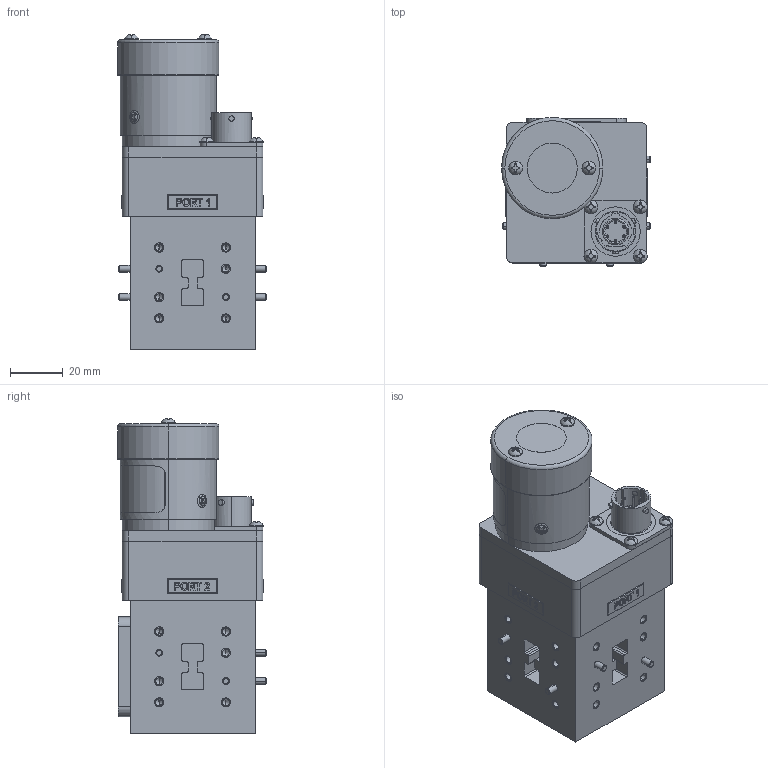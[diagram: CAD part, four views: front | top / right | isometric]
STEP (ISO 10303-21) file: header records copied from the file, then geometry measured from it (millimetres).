
FILE_DESCRIPTION (( 'STEP AP214' ), '1' );
FILE_NAME ('PEWGS6048-49-50-51 ¦ FMWGS6048-49-50-51.step', '2021-04-23T16:23:20', ( '' ), ( '' ), 'SwSTEP 2.0', 'SolidWorks 2020', '' );
FILE_SCHEMA (( 'AUTOMOTIVE_DESIGN' ));
Length unit declared in the file: inch
Products named in the file (1): PEWGS6048-49-50-51 ｦ FMWGS6048-49-50-51
Bounding box: 56.71 x 56.71 x 120.1 mm (x, y, z)
Volume: 236093.7 mm3; surface area: 44318.3 mm2
Topology: 16 solids, 17 shells, 1515 faces, 3938 edges, 2526 vertices
Faces by surface type: plane 590, cylinder 478, cone 220, bspline 165, torus 46, sphere 16
Entity records: 75069 total; most frequent: CARTESIAN_POINT 33045, ORIENTED_EDGE 7724, DIRECTION 6742, EDGE_CURVE 3862, VERTEX_POINT 2526, AXIS2_PLACEMENT_3D 2477, VECTOR 1788, LINE 1788
